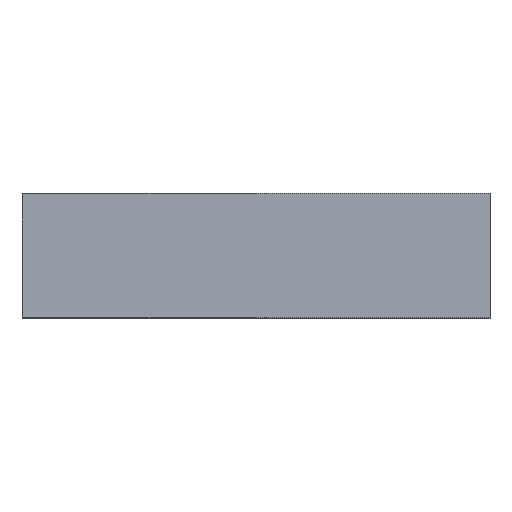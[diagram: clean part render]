
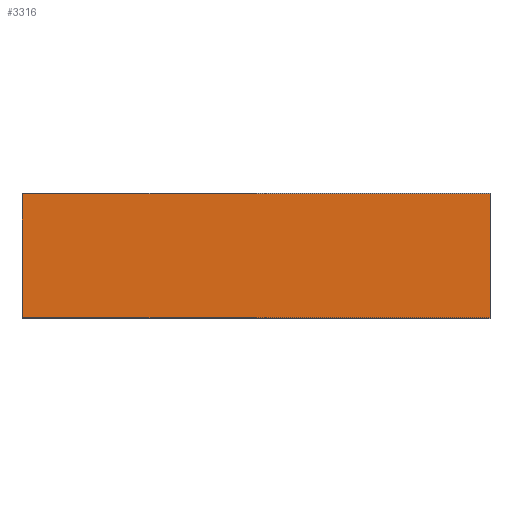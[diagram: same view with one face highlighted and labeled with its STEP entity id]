
A CAD part, top view. The second image highlights one B-rep face of the part: STEP entity #3316.
In plain terms, the highlighted face is planar.
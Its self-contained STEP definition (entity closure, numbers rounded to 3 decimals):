
#99 = CARTESIAN_POINT ( 'NONE',  ( 0., 0., -3. ) ) ;
#193 = CARTESIAN_POINT ( 'NONE',  ( -1495., 398.5, -3. ) ) ;
#215 = DIRECTION ( 'NONE',  ( 1., 0., 0. ) ) ;
#641 = CARTESIAN_POINT ( 'NONE',  ( 1495., -392.5, -3. ) ) ;
#698 = CARTESIAN_POINT ( 'NONE',  ( 1495., -398.5, -3. ) ) ;
#970 = AXIS2_PLACEMENT_3D ( 'NONE', #99, #1153, #4086 ) ;
#1087 = EDGE_LOOP ( 'NONE', ( #3504, #2077, #4397, #2122 ) ) ;
#1153 = DIRECTION ( 'NONE',  ( 0., 0., -1. ) ) ;
#1670 = VERTEX_POINT ( 'NONE', #4261 ) ;
#1752 = DIRECTION ( 'NONE',  ( 0., 1., 0. ) ) ;
#1808 = EDGE_CURVE ( 'NONE', #2513, #4124, #2861, .T. ) ;
#1875 = VECTOR ( 'NONE', #3022, 1000. ) ;
#1904 = VECTOR ( 'NONE', #1752, 1000. ) ;
#1909 = FACE_OUTER_BOUND ( 'NONE', #1087, .T. ) ;
#1932 = EDGE_CURVE ( 'NONE', #1670, #2513, #3355, .T. ) ;
#1953 = PLANE ( 'NONE',  #970 ) ;
#1971 = VERTEX_POINT ( 'NONE', #2349 ) ;
#2077 = ORIENTED_EDGE ( 'NONE', *, *, #1932, .F. ) ;
#2122 = ORIENTED_EDGE ( 'NONE', *, *, #3244, .F. ) ;
#2349 = CARTESIAN_POINT ( 'NONE',  ( -1495., 398.5, -3. ) ) ;
#2375 = LINE ( 'NONE', #3519, #2982 ) ;
#2513 = VERTEX_POINT ( 'NONE', #641 ) ;
#2861 = LINE ( 'NONE', #698, #1904 ) ;
#2982 = VECTOR ( 'NONE', #3807, 1000. ) ;
#3022 = DIRECTION ( 'NONE',  ( -1., 0., 0. ) ) ;
#3034 = EDGE_CURVE ( 'NONE', #1971, #1670, #2375, .T. ) ;
#3244 = EDGE_CURVE ( 'NONE', #4124, #1971, #3331, .T. ) ;
#3316 = ADVANCED_FACE ( 'NONE', ( #1909 ), #1953, .T. ) ;
#3331 = LINE ( 'NONE', #193, #1875 ) ;
#3355 = LINE ( 'NONE', #3733, #4276 ) ;
#3504 = ORIENTED_EDGE ( 'NONE', *, *, #1808, .F. ) ;
#3519 = CARTESIAN_POINT ( 'NONE',  ( -1495., -398.5, -3. ) ) ;
#3733 = CARTESIAN_POINT ( 'NONE',  ( -1495., -392.5, -3. ) ) ;
#3807 = DIRECTION ( 'NONE',  ( 0., -1., 0. ) ) ;
#4086 = DIRECTION ( 'NONE',  ( -1., 0., 0. ) ) ;
#4124 = VERTEX_POINT ( 'NONE', #4199 ) ;
#4199 = CARTESIAN_POINT ( 'NONE',  ( 1495., 398.5, -3. ) ) ;
#4261 = CARTESIAN_POINT ( 'NONE',  ( -1495., -392.5, -3. ) ) ;
#4276 = VECTOR ( 'NONE', #215, 1000. ) ;
#4397 = ORIENTED_EDGE ( 'NONE', *, *, #3034, .F. ) ;
